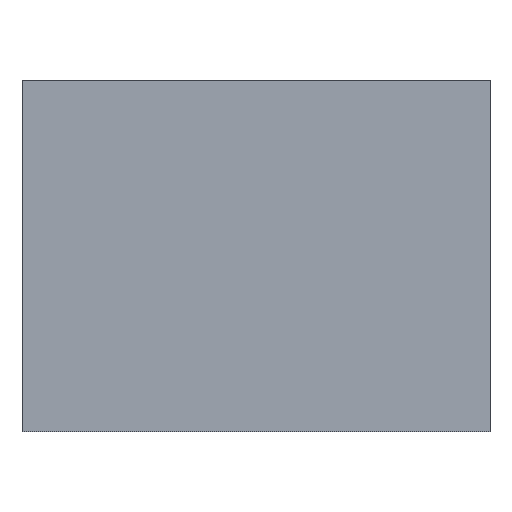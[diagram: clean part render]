
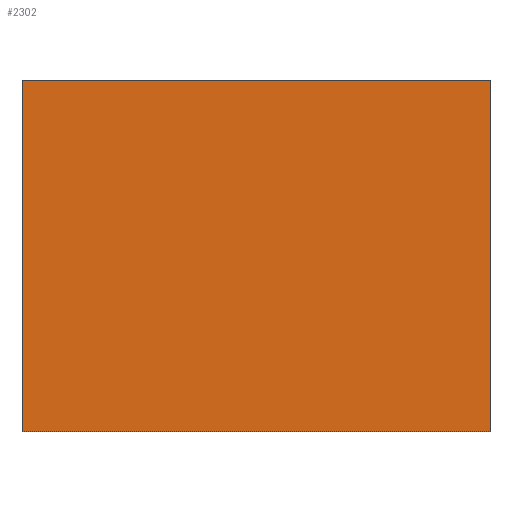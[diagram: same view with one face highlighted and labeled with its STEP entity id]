
A CAD part, left-side view. The second image highlights one B-rep face of the part: STEP entity #2302.
In plain terms, the highlighted planar face has unit normal (-1, 0, 0).
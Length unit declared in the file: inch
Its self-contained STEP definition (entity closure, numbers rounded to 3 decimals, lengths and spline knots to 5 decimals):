
#2222=CARTESIAN_POINT('',(0.0,0.0,0.75));
#2223=VERTEX_POINT('',#2222);
#2230=CARTESIAN_POINT('',(0.0,0.0,0.0));
#2231=VERTEX_POINT('',#2230);
#2232=CARTESIAN_POINT('',(0.0,0.0,0.0));
#2233=DIRECTION('',(0.0,0.0,1.0));
#2234=VECTOR('',#2233,0.75);
#2235=LINE('',#2232,#2234);
#2236=EDGE_CURVE('',#2231,#2223,#2235,.T.);
#2272=CARTESIAN_POINT('',(0.0,0.0,0.0));
#2273=DIRECTION('',(-1.0,0.0,0.0));
#2274=DIRECTION('',(0.0,0.0,1.0));
#2275=AXIS2_PLACEMENT_3D('',#2272,#2273,#2274);
#2276=PLANE('',#2275);
#2277=CARTESIAN_POINT('',(0.,1.,0.75));
#2278=VERTEX_POINT('',#2277);
#2279=CARTESIAN_POINT('',(0.0,0.0,0.75));
#2280=DIRECTION('',(0.0,1.0,0.0));
#2281=VECTOR('',#2280,1.);
#2282=LINE('',#2279,#2281);
#2283=EDGE_CURVE('',#2223,#2278,#2282,.T.);
#2284=ORIENTED_EDGE('',*,*,#2283,.T.);
#2285=CARTESIAN_POINT('',(0.,1.,0.0));
#2286=VERTEX_POINT('',#2285);
#2287=CARTESIAN_POINT('',(0.,1.,0.0));
#2288=DIRECTION('',(0.0,0.0,1.0));
#2289=VECTOR('',#2288,0.75);
#2290=LINE('',#2287,#2289);
#2291=EDGE_CURVE('',#2286,#2278,#2290,.T.);
#2292=ORIENTED_EDGE('',*,*,#2291,.F.);
#2293=CARTESIAN_POINT('',(0.0,0.0,0.0));
#2294=DIRECTION('',(0.0,1.0,0.0));
#2295=VECTOR('',#2294,1.);
#2296=LINE('',#2293,#2295);
#2297=EDGE_CURVE('',#2231,#2286,#2296,.T.);
#2298=ORIENTED_EDGE('',*,*,#2297,.F.);
#2299=ORIENTED_EDGE('',*,*,#2236,.T.);
#2300=EDGE_LOOP('',(#2284,#2292,#2298,#2299));
#2301=FACE_OUTER_BOUND('',#2300,.T.);
#2302=ADVANCED_FACE('',(#2301),#2276,.T.);
